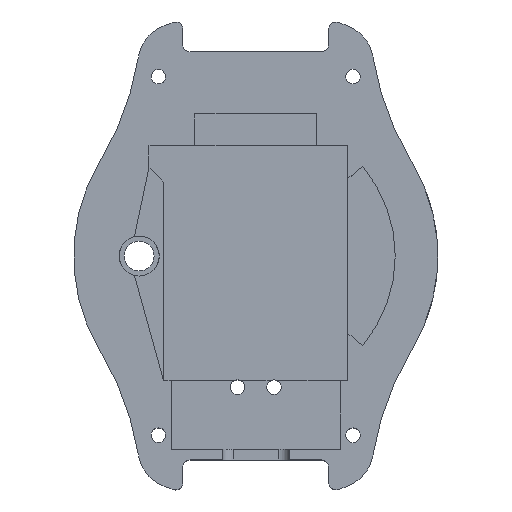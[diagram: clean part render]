
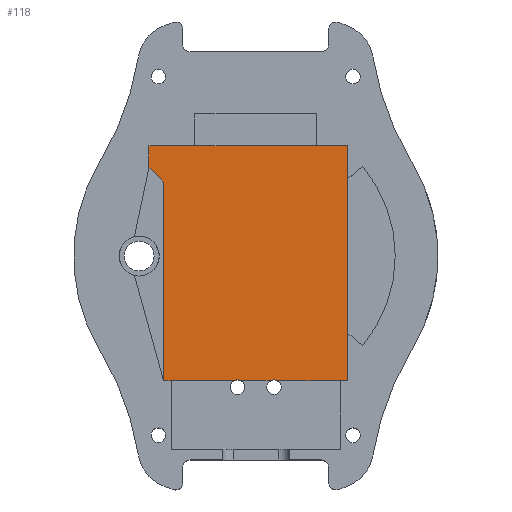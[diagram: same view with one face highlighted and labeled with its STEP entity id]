
A CAD part, top view. The second image highlights one B-rep face of the part: STEP entity #118.
In plain terms, the highlighted planar face has unit normal (0, 0, 1).
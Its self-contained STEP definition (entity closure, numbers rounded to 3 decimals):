
#118=ADVANCED_FACE('',(#635),#637,.T.);
#635=FACE_BOUND('',#636,.T.);
#636=EDGE_LOOP('',(#1103,#1104,#1105,#1106,#1107,#1108,#1109,#1110,#1111,#1112));
#637=PLANE('',#638);
#638=AXIS2_PLACEMENT_3D('',#639,#640,#641);
#639=CARTESIAN_POINT('',(0.,0.,1.));
#640=DIRECTION('',(0.,0.,1.));
#641=DIRECTION('',(0.,-1.,0.));
#1103=ORIENTED_EDGE('',*,*,#1349,.T.);
#1104=ORIENTED_EDGE('',*,*,#1350,.T.);
#1105=ORIENTED_EDGE('',*,*,#1351,.T.);
#1106=ORIENTED_EDGE('',*,*,#1300,.T.);
#1107=ORIENTED_EDGE('',*,*,#1290,.T.);
#1108=ORIENTED_EDGE('',*,*,#1280,.T.);
#1109=ORIENTED_EDGE('',*,*,#1275,.T.);
#1110=ORIENTED_EDGE('',*,*,#1352,.F.);
#1111=ORIENTED_EDGE('',*,*,#1353,.T.);
#1112=ORIENTED_EDGE('',*,*,#1262,.T.);
#1262=EDGE_CURVE('',#1557,#1555,#1558,.T.);
#1275=EDGE_CURVE('',#1578,#1576,#1579,.T.);
#1280=EDGE_CURVE('',#1586,#1578,#1587,.T.);
#1290=EDGE_CURVE('',#1601,#1586,#1602,.T.);
#1300=EDGE_CURVE('',#1611,#1601,#1617,.T.);
#1349=EDGE_CURVE('',#1555,#1691,#1693,.F.);
#1350=EDGE_CURVE('',#1691,#1694,#1695,.T.);
#1351=EDGE_CURVE('',#1694,#1611,#1696,.F.);
#1352=EDGE_CURVE('',#1697,#1576,#1698,.F.);
#1353=EDGE_CURVE('',#1697,#1557,#1699,.T.);
#1555=VERTEX_POINT('',#2169);
#1557=VERTEX_POINT('',#2173);
#1558=LINE('',#2174,#2175);
#1576=VERTEX_POINT('',#2219);
#1578=VERTEX_POINT('',#2223);
#1579=LINE('',#2224,#2225);
#1586=VERTEX_POINT('',#2241);
#1587=LINE('',#2242,#2243);
#1601=VERTEX_POINT('',#2276);
#1602=LINE('',#2277,#2278);
#1611=VERTEX_POINT('',#2301);
#1617=LINE('',#2313,#2314);
#1691=VERTEX_POINT('',#2506);
#1693=CIRCLE('',#2510,1.);
#1694=VERTEX_POINT('',#2514);
#1695=LINE('',#2515,#2516);
#1696=CIRCLE('',#2518,1.);
#1697=VERTEX_POINT('',#2522);
#1698=LINE('',#2523,#2524);
#1699=LINE('',#2526,#2527);
#2169=CARTESIAN_POINT('',(-3.027,-17.15,1.));
#2173=CARTESIAN_POINT('',(-12.65,-17.15,1.));
#2174=CARTESIAN_POINT('',(-12.65,-17.15,1.));
#2175=VECTOR('',#2176,1.);
#2176=DIRECTION('',(1.,0.,0.));
#2219=CARTESIAN_POINT('',(-14.65,12.15,1.));
#2223=CARTESIAN_POINT('',(-14.65,15.15,1.));
#2224=CARTESIAN_POINT('',(-14.65,15.15,1.));
#2225=VECTOR('',#2226,1.);
#2226=DIRECTION('',(0.,-1.,0.));
#2241=CARTESIAN_POINT('',(12.65,15.15,1.));
#2242=CARTESIAN_POINT('',(12.65,15.15,1.));
#2243=VECTOR('',#2244,1.);
#2244=DIRECTION('',(-1.,0.,0.));
#2276=CARTESIAN_POINT('',(12.65,-17.15,1.));
#2277=CARTESIAN_POINT('',(12.65,-17.15,1.));
#2278=VECTOR('',#2279,1.);
#2279=DIRECTION('',(0.,1.,0.));
#2301=CARTESIAN_POINT('',(3.027,-17.15,1.));
#2313=CARTESIAN_POINT('',(3.027,-17.15,1.));
#2314=VECTOR('',#2315,1.);
#2315=DIRECTION('',(1.,0.,0.));
#2506=CARTESIAN_POINT('',(-1.973,-17.15,1.));
#2510=AXIS2_PLACEMENT_3D('',#2511,#2512,#2513);
#2511=CARTESIAN_POINT('',(-2.5,-18.,1.));
#2512=DIRECTION('',(0.,0.,1.));
#2513=DIRECTION('',(0.527,0.85,0.));
#2514=CARTESIAN_POINT('',(1.973,-17.15,1.));
#2515=CARTESIAN_POINT('',(-1.973,-17.15,1.));
#2516=VECTOR('',#2517,1.);
#2517=DIRECTION('',(1.,0.,0.));
#2518=AXIS2_PLACEMENT_3D('',#2519,#2520,#2521);
#2519=CARTESIAN_POINT('',(2.5,-18.,1.));
#2520=DIRECTION('',(0.,0.,1.));
#2521=DIRECTION('',(0.527,0.85,0.));
#2522=CARTESIAN_POINT('',(-12.65,10.15,1.));
#2523=CARTESIAN_POINT('',(-14.65,12.15,1.));
#2524=VECTOR('',#2525,1.);
#2525=DIRECTION('',(0.707,-0.707,0.));
#2526=CARTESIAN_POINT('',(-12.65,10.15,1.));
#2527=VECTOR('',#2528,1.);
#2528=DIRECTION('',(0.,-1.,0.));
